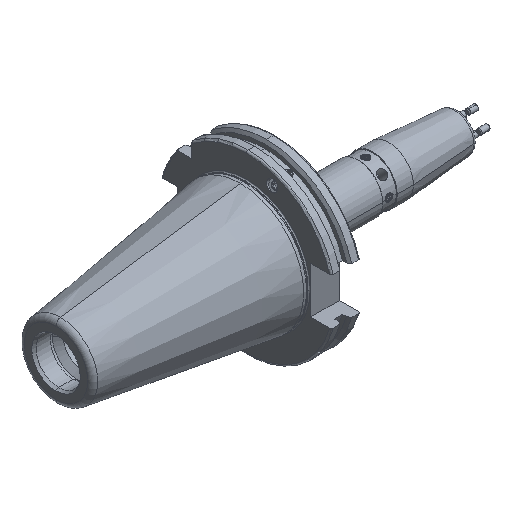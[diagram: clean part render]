
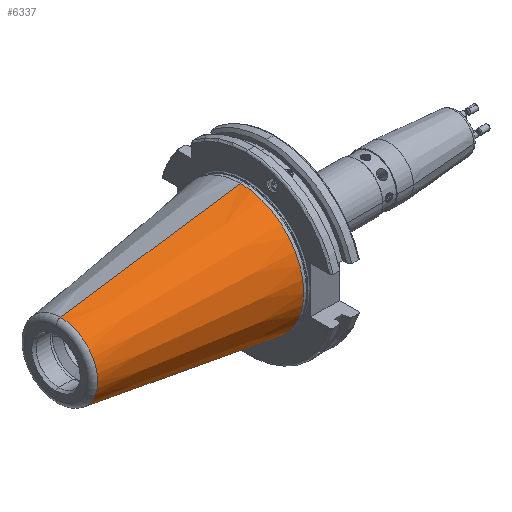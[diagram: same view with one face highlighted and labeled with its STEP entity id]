
A CAD part, isometric view. The second image highlights one B-rep face of the part: STEP entity #6337.
In plain terms, the highlighted conical face has half-angle 8.297 degrees and reference radius 34.925 mm.
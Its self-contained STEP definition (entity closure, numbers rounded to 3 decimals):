
#92 = EDGE_CURVE ( 'NONE', #6512, #3485, #10498, .T. ) ;
#177 = LINE ( 'NONE', #9853, #6987 ) ;
#298 = CONICAL_SURFACE ( 'NONE', #7688, 34.925, 0.145 ) ;
#676 = AXIS2_PLACEMENT_3D ( 'NONE', #6086, #4143, #6956 ) ;
#835 = VERTEX_POINT ( 'NONE', #983 ) ;
#973 = DIRECTION ( 'NONE',  ( 0., 1., 0. ) ) ;
#983 = CARTESIAN_POINT ( 'NONE',  ( -99.183, -20.461, 0. ) ) ;
#1236 = EDGE_CURVE ( 'NONE', #11455, #6512, #177, .T. ) ;
#1458 = DIRECTION ( 'NONE',  ( 0., -1., 0. ) ) ;
#1504 = CIRCLE ( 'NONE', #3754, 20.461 ) ;
#1557 = CARTESIAN_POINT ( 'NONE',  ( -99.183, 20.461, 0. ) ) ;
#2509 = CARTESIAN_POINT ( 'NONE',  ( -99.183, 0., 0. ) ) ;
#2550 = EDGE_LOOP ( 'NONE', ( #4731, #7956, #5473, #7653 ) ) ;
#2613 = DIRECTION ( 'NONE',  ( 0.99, 0.144, 0. ) ) ;
#2735 = DIRECTION ( 'NONE',  ( 1., 0., 0. ) ) ;
#3485 = VERTEX_POINT ( 'NONE', #10567 ) ;
#3754 = AXIS2_PLACEMENT_3D ( 'NONE', #2509, #10490, #1458 ) ;
#4143 = DIRECTION ( 'NONE',  ( -1., 0., 0. ) ) ;
#4731 = ORIENTED_EDGE ( 'NONE', *, *, #4790, .F. ) ;
#4790 = EDGE_CURVE ( 'NONE', #835, #3485, #8569, .T. ) ;
#4991 = DIRECTION ( 'NONE',  ( 0.99, -0.144, 0. ) ) ;
#5473 = ORIENTED_EDGE ( 'NONE', *, *, #1236, .T. ) ;
#6086 = CARTESIAN_POINT ( 'NONE',  ( 0., 0., 0. ) ) ;
#6308 = FACE_OUTER_BOUND ( 'NONE', #2550, .T. ) ;
#6337 = ADVANCED_FACE ( 'NONE', ( #6308 ), #298, .T. ) ;
#6512 = VERTEX_POINT ( 'NONE', #9102 ) ;
#6956 = DIRECTION ( 'NONE',  ( 0., -1., 0. ) ) ;
#6987 = VECTOR ( 'NONE', #2613, 1000. ) ;
#7255 = EDGE_CURVE ( 'NONE', #11455, #835, #1504, .T. ) ;
#7653 = ORIENTED_EDGE ( 'NONE', *, *, #92, .T. ) ;
#7688 = AXIS2_PLACEMENT_3D ( 'NONE', #10486, #2735, #973 ) ;
#7956 = ORIENTED_EDGE ( 'NONE', *, *, #7255, .F. ) ;
#8569 = LINE ( 'NONE', #9568, #10247 ) ;
#9102 = CARTESIAN_POINT ( 'NONE',  ( 0., 34.925, 0. ) ) ;
#9568 = CARTESIAN_POINT ( 'NONE',  ( 0., -34.925, 0. ) ) ;
#9853 = CARTESIAN_POINT ( 'NONE',  ( 0., 34.925, 0. ) ) ;
#10247 = VECTOR ( 'NONE', #4991, 1000. ) ;
#10486 = CARTESIAN_POINT ( 'NONE',  ( 0., 0., 0. ) ) ;
#10490 = DIRECTION ( 'NONE',  ( -1., 0., 0. ) ) ;
#10498 = CIRCLE ( 'NONE', #676, 34.925 ) ;
#10567 = CARTESIAN_POINT ( 'NONE',  ( 0., -34.925, 0. ) ) ;
#11455 = VERTEX_POINT ( 'NONE', #1557 ) ;
